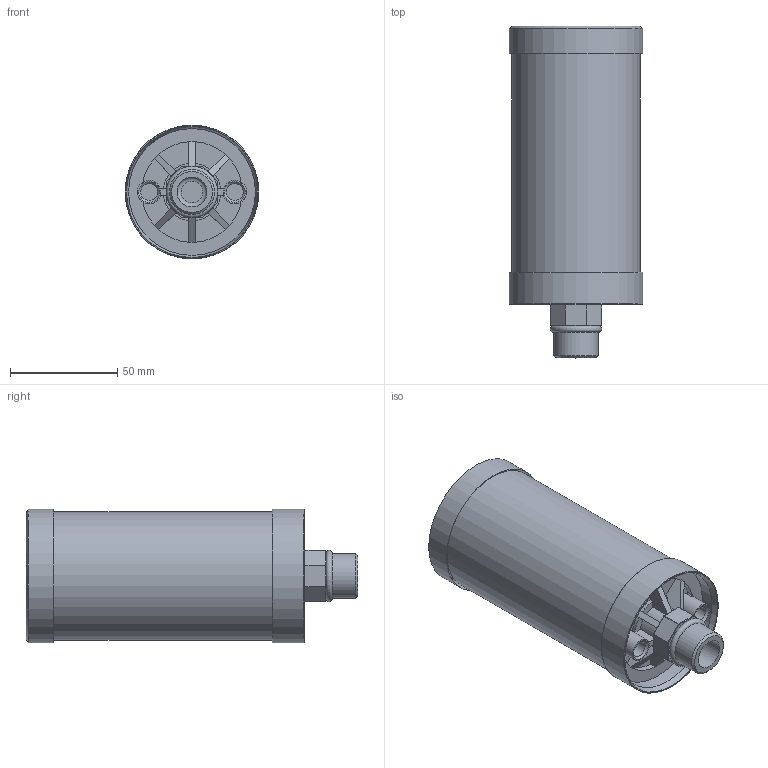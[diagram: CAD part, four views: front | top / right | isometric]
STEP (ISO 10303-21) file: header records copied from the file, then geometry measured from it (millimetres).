
FILE_DESCRIPTION (( 'STEP AP214' ), '1' );
FILE_NAME ('05.0010.28 VV-R_1L_F_00_V2_X_G12m.STEP', '2023-01-24T15:10:37', ( '' ), ( '' ), 'SwSTEP 2.0', 'SolidWorks 2020', '' );
FILE_SCHEMA (( 'AUTOMOTIVE_DESIGN' ));
Length unit declared in the file: millimetre
Products named in the file (1): 05.0010.28 VV-R_1L_F_00_V2_X_G12m
Bounding box: 62.5 x 155 x 62.5 mm (x, y, z)
Volume: 104279.3 mm3; surface area: 78703.1 mm2
Topology: 6 solids, 6 shells, 180 faces, 422 edges, 252 vertices
Faces by surface type: plane 74, cylinder 70, sphere 16, cone 13, torus 4, bspline 3
Full cylindrical faces by diameter (mm): 7.8 x2, 10 x1, 11 x2, 14 x1, 14.95 x1, 16.662 x1, 18 x1, 19.4 x1, 20 x1, 20.995 x1, 24.6 x1, 30 x1, 53 x1, 53.5 x1, 54 x1, 59 x1, 59.2 x1, 60 x3, 60.3 x1, 60.5 x1, 62.3 x1, 62.5 x1
Entity records: 6898 total; most frequent: CARTESIAN_POINT 946, DIRECTION 868, ORIENTED_EDGE 698, EDGE_CURVE 349, AXIS2_PLACEMENT_3D 349, EDGE_LOOP 248, VERTEX_POINT 239, FACE_OUTER_BOUND 209
